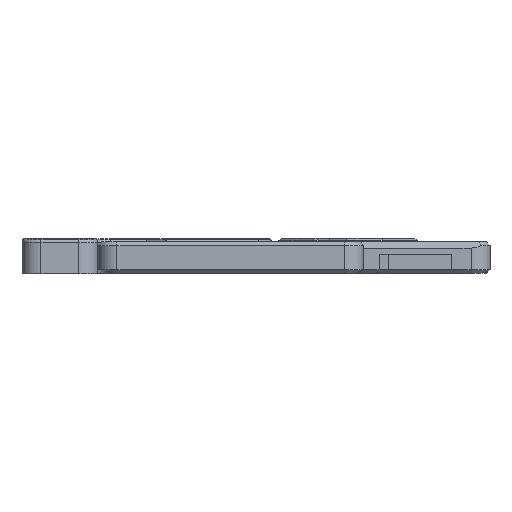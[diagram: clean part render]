
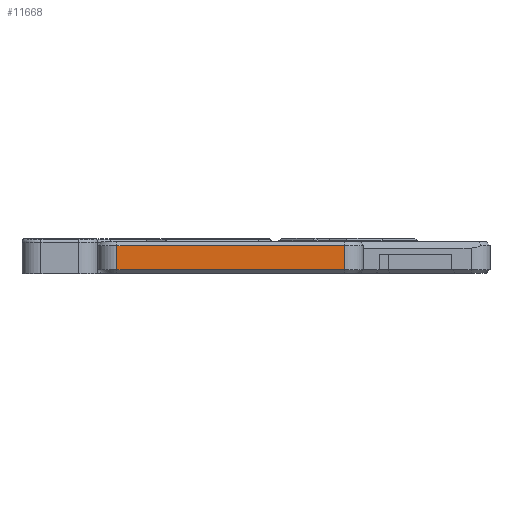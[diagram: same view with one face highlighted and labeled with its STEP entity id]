
A CAD part, left-side view. The second image highlights one B-rep face of the part: STEP entity #11668.
In plain terms, the highlighted planar face has unit normal (-1, 0, 0).
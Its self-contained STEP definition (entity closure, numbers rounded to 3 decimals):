
#990=FACE_OUTER_BOUND('',#1692,.T.);
#1692=EDGE_LOOP('',(#8979,#8980,#8981,#8982));
#2628=LINE('',#17953,#3960);
#2669=LINE('',#18141,#4001);
#2706=LINE('',#18231,#4038);
#2723=LINE('',#18261,#4055);
#3960=VECTOR('',#14424,1000.);
#4001=VECTOR('',#14577,1000.);
#4038=VECTOR('',#14676,1000.);
#4055=VECTOR('',#14707,1000.);
#5134=VERTEX_POINT('',#17707);
#5207=VERTEX_POINT('',#17947);
#5245=VERTEX_POINT('',#18140);
#5267=VERTEX_POINT('',#18230);
#6463=EDGE_CURVE('',#5134,#5207,#2628,.T.);
#6535=EDGE_CURVE('',#5134,#5245,#2669,.T.);
#6581=EDGE_CURVE('',#5267,#5245,#2706,.T.);
#6598=EDGE_CURVE('',#5207,#5267,#2723,.T.);
#8979=ORIENTED_EDGE('',*,*,#6598,.T.);
#8980=ORIENTED_EDGE('',*,*,#6581,.T.);
#8981=ORIENTED_EDGE('',*,*,#6535,.F.);
#8982=ORIENTED_EDGE('',*,*,#6463,.T.);
#11128=PLANE('',#12582);
#11668=ADVANCED_FACE('',(#990),#11128,.F.);
#12582=AXIS2_PLACEMENT_3D('',#18260,#14705,#14706);
#14424=DIRECTION('',(0.,1.,0.));
#14577=DIRECTION('',(0.,0.,-1.));
#14676=DIRECTION('',(0.,-1.,0.));
#14705=DIRECTION('center_axis',(1.,0.,0.));
#14706=DIRECTION('ref_axis',(0.,1.,0.));
#14707=DIRECTION('',(0.,0.,-1.));
#17707=CARTESIAN_POINT('',(80.,-14.602,-33.202));
#17947=CARTESIAN_POINT('',(80.,21.398,-33.202));
#17953=CARTESIAN_POINT('',(80.,-14.602,-33.202));
#18140=CARTESIAN_POINT('',(80.,-14.602,-37.002));
#18141=CARTESIAN_POINT('',(80.,-14.602,-33.202));
#18230=CARTESIAN_POINT('',(80.,21.398,-37.002));
#18231=CARTESIAN_POINT('',(80.,21.398,-37.002));
#18260=CARTESIAN_POINT('Origin',(80.,24.398,-35.602));
#18261=CARTESIAN_POINT('',(80.,21.398,-33.202));
